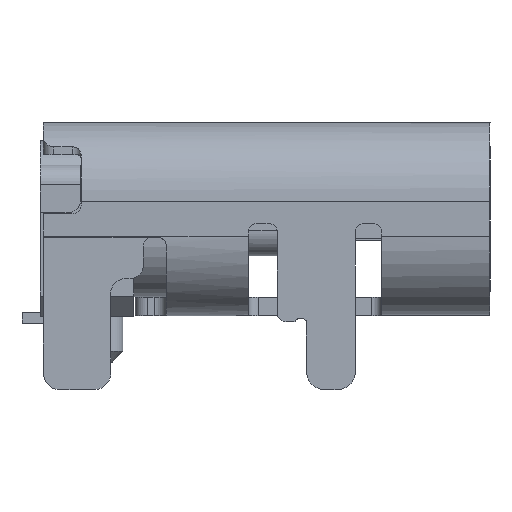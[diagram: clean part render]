
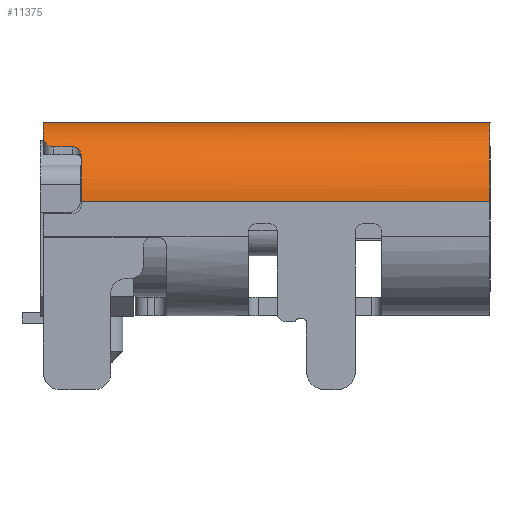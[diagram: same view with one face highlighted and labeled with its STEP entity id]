
A CAD part, left-side view. The second image highlights one B-rep face of the part: STEP entity #11375.
In plain terms, the highlighted cylindrical face has radius 1.3 mm (diameter 2.6 mm), a partial arc.
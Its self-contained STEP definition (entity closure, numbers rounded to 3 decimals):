
#62=B_SPLINE_CURVE_WITH_KNOTS('',3,(#19010,#19011,#19012,#19013),
 .UNSPECIFIED.,.F.,.F.,(4,4),(0.,0.),.UNSPECIFIED.);
#63=B_SPLINE_CURVE_WITH_KNOTS('',3,(#19018,#19019,#19020,#19021),
 .UNSPECIFIED.,.F.,.F.,(4,4),(0.,0.),.UNSPECIFIED.);
#95=CYLINDRICAL_SURFACE('',#14031,1.3);
#498=LINE('',#18804,#1824);
#537=LINE('',#18960,#1863);
#553=LINE('',#19023,#1879);
#1824=VECTOR('',#15325,1000.);
#1863=VECTOR('',#15422,1000.);
#1879=VECTOR('',#15462,1000.);
#3383=ORIENTED_EDGE('',*,*,#6866,.T.);
#3384=ORIENTED_EDGE('',*,*,#6867,.T.);
#3385=ORIENTED_EDGE('',*,*,#6841,.T.);
#3386=ORIENTED_EDGE('',*,*,#6868,.T.);
#3387=ORIENTED_EDGE('',*,*,#6772,.F.);
#3388=ORIENTED_EDGE('',*,*,#6736,.F.);
#3389=ORIENTED_EDGE('',*,*,#6869,.T.);
#3390=ORIENTED_EDGE('',*,*,#6870,.T.);
#6736=EDGE_CURVE('',#8477,#8472,#9467,.T.);
#6772=EDGE_CURVE('',#8472,#8504,#498,.T.);
#6841=EDGE_CURVE('',#8568,#8569,#537,.T.);
#6866=EDGE_CURVE('',#8592,#8593,#62,.T.);
#6867=EDGE_CURVE('',#8593,#8568,#9508,.T.);
#6868=EDGE_CURVE('',#8569,#8504,#9509,.T.);
#6869=EDGE_CURVE('',#8477,#8594,#63,.T.);
#6870=EDGE_CURVE('',#8594,#8592,#553,.T.);
#8472=VERTEX_POINT('',#18731);
#8477=VERTEX_POINT('',#18740);
#8504=VERTEX_POINT('',#18805);
#8568=VERTEX_POINT('',#18961);
#8569=VERTEX_POINT('',#18962);
#8592=VERTEX_POINT('',#19014);
#8593=VERTEX_POINT('',#19015);
#8594=VERTEX_POINT('',#19022);
#9467=CIRCLE('',#13983,1.3);
#9508=CIRCLE('',#14032,1.3);
#9509=CIRCLE('',#14033,1.3);
#9785=EDGE_LOOP('',(#3383,#3384,#3385,#3386,#3387,#3388,#3389,#3390));
#10387=FACE_BOUND('',#9785,.T.);
#11375=ADVANCED_FACE('',(#10387),#95,.T.);
#13983=AXIS2_PLACEMENT_3D('',#18741,#15278,#15279);
#14031=AXIS2_PLACEMENT_3D('',#19009,#15456,#15457);
#14032=AXIS2_PLACEMENT_3D('',#19016,#15458,#15459);
#14033=AXIS2_PLACEMENT_3D('',#19017,#15460,#15461);
#15278=DIRECTION('',(0.,1.,0.));
#15279=DIRECTION('',(0.,0.,1.));
#15325=DIRECTION('',(0.,-1.,0.));
#15422=DIRECTION('',(0.,-1.,0.));
#15456=DIRECTION('',(0.,-1.,0.));
#15457=DIRECTION('',(0.,0.,-1.));
#15458=DIRECTION('',(0.,-1.,0.));
#15459=DIRECTION('',(0.,0.,-1.));
#15460=DIRECTION('',(0.,1.,0.));
#15461=DIRECTION('',(1.,0.,0.));
#15462=DIRECTION('',(0.,-1.,0.));
#18731=CARTESIAN_POINT('',(-3.17,7.3,1.58));
#18740=CARTESIAN_POINT('',(-3.94,7.3,1.328));
#18741=CARTESIAN_POINT('',(-3.17,7.3,0.28));
#18804=CARTESIAN_POINT('',(-3.17,7.35,1.58));
#18805=CARTESIAN_POINT('',(-3.17,0.,1.58));
#18960=CARTESIAN_POINT('',(-4.47,7.35,0.28));
#18961=CARTESIAN_POINT('',(-4.47,6.677,0.28));
#18962=CARTESIAN_POINT('',(-4.47,0.,0.28));
#19009=CARTESIAN_POINT('',(-3.17,7.35,0.28));
#19010=CARTESIAN_POINT('',(-4.108,6.826,1.18));
#19011=CARTESIAN_POINT('',(-4.108,6.721,1.18));
#19012=CARTESIAN_POINT('',(-4.2,6.677,1.08));
#19013=CARTESIAN_POINT('',(-4.257,6.677,0.993));
#19014=CARTESIAN_POINT('',(-4.108,6.826,1.18));
#19015=CARTESIAN_POINT('',(-4.257,6.677,0.993));
#19016=CARTESIAN_POINT('',(-3.17,6.677,0.28));
#19017=CARTESIAN_POINT('',(-3.17,0.,0.28));
#19018=CARTESIAN_POINT('',(-3.94,7.3,1.328));
#19019=CARTESIAN_POINT('',(-4.023,7.3,1.266));
#19020=CARTESIAN_POINT('',(-4.108,7.236,1.18));
#19021=CARTESIAN_POINT('',(-4.108,7.132,1.18));
#19022=CARTESIAN_POINT('',(-4.108,7.132,1.18));
#19023=CARTESIAN_POINT('',(-4.108,7.35,1.18));
